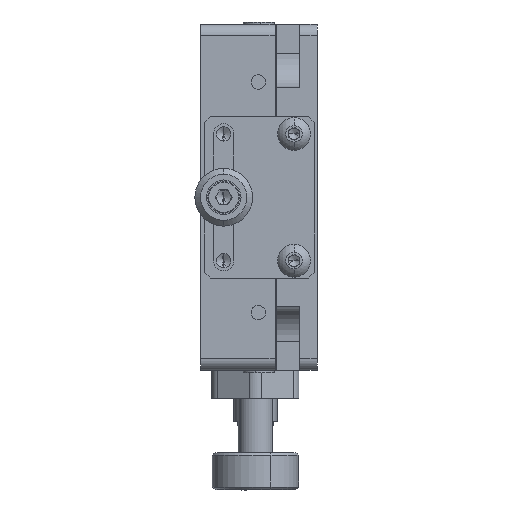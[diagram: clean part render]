
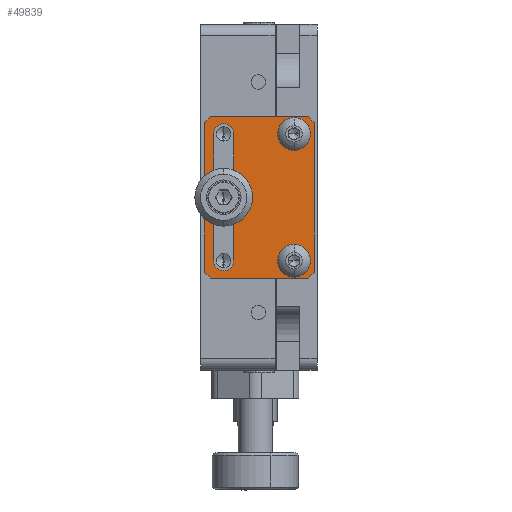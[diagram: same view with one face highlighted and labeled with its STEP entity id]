
A CAD part, left-side view. The second image highlights one B-rep face of the part: STEP entity #49839.
In plain terms, the highlighted planar face has unit normal (-1, 0, 0).
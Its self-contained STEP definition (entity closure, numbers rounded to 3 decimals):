
#178 = ORIENTED_EDGE ( 'NONE', *, *, #19216, .F. ) ;
#1120 = ORIENTED_EDGE ( 'NONE', *, *, #12125, .F. ) ;
#1597 = AXIS2_PLACEMENT_3D ( 'NONE', #24450, #45954, #7455 ) ;
#2714 = VECTOR ( 'NONE', #6179, 1000. ) ;
#2756 = VECTOR ( 'NONE', #8642, 1000. ) ;
#2846 = LINE ( 'NONE', #3392, #20382 ) ;
#3321 = AXIS2_PLACEMENT_3D ( 'NONE', #49252, #23482, #41287 ) ;
#3361 = VERTEX_POINT ( 'NONE', #39133 ) ;
#3392 = CARTESIAN_POINT ( 'NONE',  ( -30.8, 18.5, -14. ) ) ;
#3676 = DIRECTION ( 'NONE',  ( 0., 0., -1. ) ) ;
#3944 = EDGE_CURVE ( 'NONE', #47893, #41846, #6338, .T. ) ;
#4216 = CARTESIAN_POINT ( 'NONE',  ( -30.8, 4., -11. ) ) ;
#4390 = CARTESIAN_POINT ( 'NONE',  ( -30.8, 4., 11. ) ) ;
#4491 = ORIENTED_EDGE ( 'NONE', *, *, #28706, .F. ) ;
#5386 = ORIENTED_EDGE ( 'NONE', *, *, #37028, .F. ) ;
#5636 = DIRECTION ( 'NONE',  ( 0., 1., 0. ) ) ;
#5792 = DIRECTION ( 'NONE',  ( 0., 0., -1. ) ) ;
#6179 = DIRECTION ( 'NONE',  ( 0., 0.707, 0.707 ) ) ;
#6338 = LINE ( 'NONE', #15130, #18313 ) ;
#6481 = FACE_OUTER_BOUND ( 'NONE', #38859, .T. ) ;
#6950 = CARTESIAN_POINT ( 'NONE',  ( -30.8, 0.5, -13. ) ) ;
#7022 = DIRECTION ( 'NONE',  ( 0., 0., 1. ) ) ;
#7027 = FACE_BOUND ( 'NONE', #27440, .T. ) ;
#7455 = DIRECTION ( 'NONE',  ( 0., 0., -1. ) ) ;
#8636 = ORIENTED_EDGE ( 'NONE', *, *, #22357, .T. ) ;
#8642 = DIRECTION ( 'NONE',  ( 0., 0., 1. ) ) ;
#8705 = ORIENTED_EDGE ( 'NONE', *, *, #18137, .T. ) ;
#9534 = ORIENTED_EDGE ( 'NONE', *, *, #33855, .F. ) ;
#9627 = DIRECTION ( 'NONE',  ( 0., 0., -1. ) ) ;
#9832 = CARTESIAN_POINT ( 'NONE',  ( -30.8, 14.45, -11. ) ) ;
#10303 = AXIS2_PLACEMENT_3D ( 'NONE', #4390, #25404, #30239 ) ;
#10566 = VERTEX_POINT ( 'NONE', #29735 ) ;
#11499 = CARTESIAN_POINT ( 'NONE',  ( -30.8, 4., -9.25 ) ) ;
#11550 = VERTEX_POINT ( 'NONE', #34943 ) ;
#11692 = AXIS2_PLACEMENT_3D ( 'NONE', #42975, #51498, #30288 ) ;
#11788 = EDGE_LOOP ( 'NONE', ( #33384, #178, #1120, #4491, #33997 ) ) ;
#12125 = EDGE_CURVE ( 'NONE', #28833, #55705, #43790, .T. ) ;
#12286 = VECTOR ( 'NONE', #5792, 1000. ) ;
#13678 = LINE ( 'NONE', #54038, #54751 ) ;
#14438 = CARTESIAN_POINT ( 'NONE',  ( -30.8, 4., 9.25 ) ) ;
#15130 = CARTESIAN_POINT ( 'NONE',  ( -30.8, 19.5, 13. ) ) ;
#15159 = VERTEX_POINT ( 'NONE', #18476 ) ;
#15547 = FACE_BOUND ( 'NONE', #11788, .T. ) ;
#15753 = CARTESIAN_POINT ( 'NONE',  ( -30.8, 17.95, 11. ) ) ;
#16740 = CARTESIAN_POINT ( 'NONE',  ( -30.8, 16.2, 11. ) ) ;
#18137 = EDGE_CURVE ( 'NONE', #10566, #47893, #49543, .T. ) ;
#18313 = VECTOR ( 'NONE', #23622, 1000. ) ;
#18476 = CARTESIAN_POINT ( 'NONE',  ( -30.8, 19.5, -13. ) ) ;
#19065 = EDGE_CURVE ( 'NONE', #40405, #50638, #29931, .T. ) ;
#19216 = EDGE_CURVE ( 'NONE', #55705, #22351, #48278, .T. ) ;
#20127 = CARTESIAN_POINT ( 'NONE',  ( -30.8, 19.5, -14. ) ) ;
#20382 = VECTOR ( 'NONE', #20689, 1000. ) ;
#20494 = CIRCLE ( 'NONE', #1597, 1.75 ) ;
#20689 = DIRECTION ( 'NONE',  ( 0., -0.707, -0.707 ) ) ;
#21482 = CARTESIAN_POINT ( 'NONE',  ( -30.8, 16.2, -11. ) ) ;
#22082 = CIRCLE ( 'NONE', #10303, 1.75 ) ;
#22351 = VERTEX_POINT ( 'NONE', #45816 ) ;
#22357 = EDGE_CURVE ( 'NONE', #50638, #11550, #13678, .T. ) ;
#23367 = AXIS2_PLACEMENT_3D ( 'NONE', #39919, #31741, #9627 ) ;
#23482 = DIRECTION ( 'NONE',  ( 1., 0., 0. ) ) ;
#23560 = CARTESIAN_POINT ( 'NONE',  ( -30.8, 4., -12.75 ) ) ;
#23622 = DIRECTION ( 'NONE',  ( 0., 0.707, -0.707 ) ) ;
#24015 = CARTESIAN_POINT ( 'NONE',  ( -30.8, 1.5, 14. ) ) ;
#24209 = ORIENTED_EDGE ( 'NONE', *, *, #29669, .F. ) ;
#24450 = CARTESIAN_POINT ( 'NONE',  ( -30.8, 16.2, 11. ) ) ;
#24620 = DIRECTION ( 'NONE',  ( -1., 0., 0. ) ) ;
#25404 = DIRECTION ( 'NONE',  ( -1., 0., 0. ) ) ;
#25769 = CARTESIAN_POINT ( 'NONE',  ( -30.8, 19.5, 14. ) ) ;
#26086 = DIRECTION ( 'NONE',  ( -1., 0., 0. ) ) ;
#26619 = ORIENTED_EDGE ( 'NONE', *, *, #32515, .F. ) ;
#27000 = CIRCLE ( 'NONE', #23367, 1.75 ) ;
#27440 = EDGE_LOOP ( 'NONE', ( #9534, #24209 ) ) ;
#27893 = CARTESIAN_POINT ( 'NONE',  ( -30.8, 0.5, -13. ) ) ;
#28037 = FACE_BOUND ( 'NONE', #28932, .T. ) ;
#28311 = PLANE ( 'NONE',  #3321 ) ;
#28586 = CARTESIAN_POINT ( 'NONE',  ( -30.8, 16.2, 12.75 ) ) ;
#28676 = LINE ( 'NONE', #33204, #46270 ) ;
#28706 = EDGE_CURVE ( 'NONE', #41476, #28833, #28676, .T. ) ;
#28757 = EDGE_CURVE ( 'NONE', #49852, #41476, #32712, .T. ) ;
#28833 = VERTEX_POINT ( 'NONE', #30367 ) ;
#28932 = EDGE_LOOP ( 'NONE', ( #26619, #5386 ) ) ;
#29085 = AXIS2_PLACEMENT_3D ( 'NONE', #16740, #34865, #51295 ) ;
#29110 = CARTESIAN_POINT ( 'NONE',  ( -30.8, 18.5, 14. ) ) ;
#29669 = EDGE_CURVE ( 'NONE', #32681, #38338, #22082, .T. ) ;
#29735 = CARTESIAN_POINT ( 'NONE',  ( -30.8, 1.5, 14. ) ) ;
#29931 = LINE ( 'NONE', #6950, #40720 ) ;
#30037 = ORIENTED_EDGE ( 'NONE', *, *, #34623, .T. ) ;
#30239 = DIRECTION ( 'NONE',  ( 0., 0., -1. ) ) ;
#30288 = DIRECTION ( 'NONE',  ( 0., 0., -1. ) ) ;
#30367 = CARTESIAN_POINT ( 'NONE',  ( -30.8, 17.95, -11. ) ) ;
#30768 = CARTESIAN_POINT ( 'NONE',  ( -30.8, 14.45, 11. ) ) ;
#30972 = ORIENTED_EDGE ( 'NONE', *, *, #19065, .T. ) ;
#31741 = DIRECTION ( 'NONE',  ( -1., 0., 0. ) ) ;
#32407 = EDGE_CURVE ( 'NONE', #15159, #3361, #2846, .T. ) ;
#32515 = EDGE_CURVE ( 'NONE', #33087, #54311, #49311, .T. ) ;
#32681 = VERTEX_POINT ( 'NONE', #14438 ) ;
#32712 = CIRCLE ( 'NONE', #29085, 1.75 ) ;
#33087 = VERTEX_POINT ( 'NONE', #11499 ) ;
#33170 = DIRECTION ( 'NONE',  ( 0., -1., 0. ) ) ;
#33204 = CARTESIAN_POINT ( 'NONE',  ( -30.8, 17.95, 11. ) ) ;
#33384 = ORIENTED_EDGE ( 'NONE', *, *, #49558, .F. ) ;
#33490 = CARTESIAN_POINT ( 'NONE',  ( -30.8, 4., 12.75 ) ) ;
#33855 = EDGE_CURVE ( 'NONE', #38338, #32681, #36066, .T. ) ;
#33997 = ORIENTED_EDGE ( 'NONE', *, *, #28757, .F. ) ;
#34623 = EDGE_CURVE ( 'NONE', #41846, #15159, #40345, .T. ) ;
#34794 = AXIS2_PLACEMENT_3D ( 'NONE', #21482, #24620, #38755 ) ;
#34865 = DIRECTION ( 'NONE',  ( -1., 0., 0. ) ) ;
#34943 = CARTESIAN_POINT ( 'NONE',  ( -30.8, 0.5, 13. ) ) ;
#36066 = CIRCLE ( 'NONE', #11692, 1.75 ) ;
#37028 = EDGE_CURVE ( 'NONE', #54311, #33087, #27000, .T. ) ;
#37858 = ORIENTED_EDGE ( 'NONE', *, *, #32407, .T. ) ;
#38338 = VERTEX_POINT ( 'NONE', #33490 ) ;
#38755 = DIRECTION ( 'NONE',  ( 0., 0., -1. ) ) ;
#38859 = EDGE_LOOP ( 'NONE', ( #8705, #40113, #30037, #37858, #48269, #30972, #8636, #47755 ) ) ;
#39133 = CARTESIAN_POINT ( 'NONE',  ( -30.8, 18.5, -14. ) ) ;
#39648 = CARTESIAN_POINT ( 'NONE',  ( -30.8, 0.5, 14. ) ) ;
#39919 = CARTESIAN_POINT ( 'NONE',  ( -30.8, 4., -11. ) ) ;
#40113 = ORIENTED_EDGE ( 'NONE', *, *, #3944, .T. ) ;
#40345 = LINE ( 'NONE', #25769, #12286 ) ;
#40405 = VERTEX_POINT ( 'NONE', #47364 ) ;
#40720 = VECTOR ( 'NONE', #54808, 1000. ) ;
#41287 = DIRECTION ( 'NONE',  ( 0., 0., 1. ) ) ;
#41476 = VERTEX_POINT ( 'NONE', #15753 ) ;
#41846 = VERTEX_POINT ( 'NONE', #46751 ) ;
#42975 = CARTESIAN_POINT ( 'NONE',  ( -30.8, 4., 11. ) ) ;
#43790 = CIRCLE ( 'NONE', #34794, 1.75 ) ;
#44768 = EDGE_CURVE ( 'NONE', #3361, #40405, #45032, .T. ) ;
#44983 = LINE ( 'NONE', #24015, #2714 ) ;
#45032 = LINE ( 'NONE', #20127, #55236 ) ;
#45664 = AXIS2_PLACEMENT_3D ( 'NONE', #4216, #26086, #3676 ) ;
#45816 = CARTESIAN_POINT ( 'NONE',  ( -30.8, 14.45, 11. ) ) ;
#45954 = DIRECTION ( 'NONE',  ( -1., 0., 0. ) ) ;
#46270 = VECTOR ( 'NONE', #54694, 1000. ) ;
#46400 = EDGE_CURVE ( 'NONE', #11550, #10566, #44983, .T. ) ;
#46751 = CARTESIAN_POINT ( 'NONE',  ( -30.8, 19.5, 13. ) ) ;
#47364 = CARTESIAN_POINT ( 'NONE',  ( -30.8, 1.5, -14. ) ) ;
#47755 = ORIENTED_EDGE ( 'NONE', *, *, #46400, .T. ) ;
#47893 = VERTEX_POINT ( 'NONE', #29110 ) ;
#48269 = ORIENTED_EDGE ( 'NONE', *, *, #44768, .T. ) ;
#48278 = LINE ( 'NONE', #30768, #2756 ) ;
#48805 = VECTOR ( 'NONE', #5636, 1000. ) ;
#49252 = CARTESIAN_POINT ( 'NONE',  ( -30.8, 0.5, 14. ) ) ;
#49311 = CIRCLE ( 'NONE', #45664, 1.75 ) ;
#49543 = LINE ( 'NONE', #39648, #48805 ) ;
#49558 = EDGE_CURVE ( 'NONE', #22351, #49852, #20494, .T. ) ;
#49839 = ADVANCED_FACE ( 'NONE', ( #28037, #6481, #15547, #7027 ), #28311, .F. ) ;
#49852 = VERTEX_POINT ( 'NONE', #28586 ) ;
#50638 = VERTEX_POINT ( 'NONE', #27893 ) ;
#51295 = DIRECTION ( 'NONE',  ( 0., 0., -1. ) ) ;
#51498 = DIRECTION ( 'NONE',  ( -1., 0., 0. ) ) ;
#54038 = CARTESIAN_POINT ( 'NONE',  ( -30.8, 0.5, -14. ) ) ;
#54311 = VERTEX_POINT ( 'NONE', #23560 ) ;
#54694 = DIRECTION ( 'NONE',  ( 0., 0., -1. ) ) ;
#54751 = VECTOR ( 'NONE', #7022, 1000. ) ;
#54808 = DIRECTION ( 'NONE',  ( 0., -0.707, 0.707 ) ) ;
#55236 = VECTOR ( 'NONE', #33170, 1000. ) ;
#55705 = VERTEX_POINT ( 'NONE', #9832 ) ;
